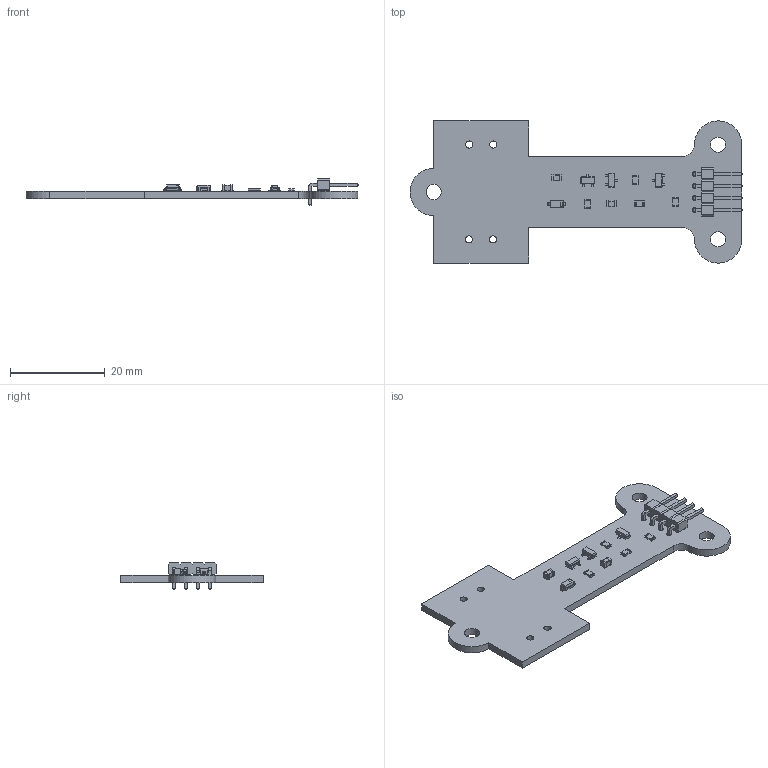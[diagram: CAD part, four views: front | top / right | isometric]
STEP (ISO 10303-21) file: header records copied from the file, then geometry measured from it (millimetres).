
FILE_DESCRIPTION(('KiCad electronic assembly'),'2;1');
FILE_NAME('Detector_SMD_AD-3D.step','2021-08-17T09:06:35',('An Author'), ('A Company'),'Open CASCADE STEP processor 7.3', 'KiCad to STEP converter','Unknown');
FILE_SCHEMA(('AUTOMOTIVE_DESIGN { 1 0 10303 214 1 1 1 1 }'));
Length unit declared in the file: millimetre
Products named in the file (12): Open CASCADE STEP translator 7.3 1; R_0805_2012Metric; SOLID; SOT-23; PinHeader_1x04_P2.54mm_Horizontal; C_0805_2012Metric; D_SOD-123; COMPOUND
Assembly tree (17 placements, depth 3):
  Open CASCADE STEP translator 7.3 1
    R_0805_2012Metric  x4
      SOLID
    SOT-23  x3
      SOLID
    PinHeader_1x04_P2.54mm_Horizontal
      SOLID
    C_0805_2012Metric  x2
      SOLID
    D_SOD-123
      SOLID
    COMPOUND
Bounding box: 70.04 x 30 x 5.54 mm (x, y, z)
Volume: 2368.5 mm3; surface area: 3634.6 mm2
Topology: 12 solids, 12 shells, 594 faces, 1461 edges, 904 vertices
Faces by surface type: plane 367, cylinder 120, bspline 107
Full cylindrical faces by diameter (mm): 1 x4, 1.52 x4, 3.2 x3
Entity records: 22939 total; most frequent: CARTESIAN_POINT 4019, DIRECTION 2993, LINE 2071, VECTOR 2071, ORIENTED_EDGE 1650, PCURVE 1650, DEFINITIONAL_REPRESENTATION 1650, EDGE_CURVE 825
